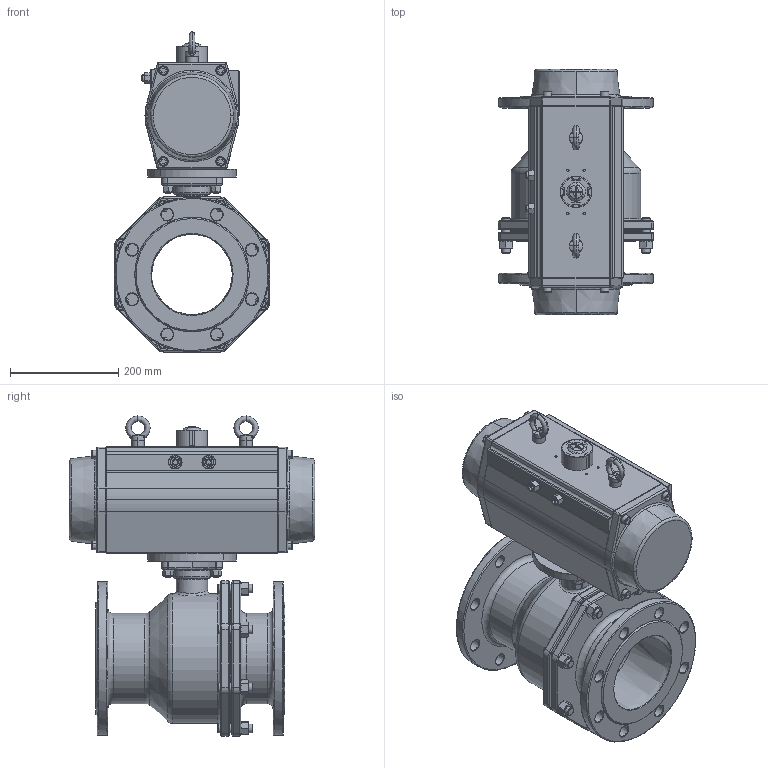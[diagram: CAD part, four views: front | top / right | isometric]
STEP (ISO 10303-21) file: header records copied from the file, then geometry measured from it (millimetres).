
FILE_DESCRIPTION(('HOOPS Exchange Step'),'2;1');
FILE_NAME('PK0501_DN150.stp','2025-04-11T14:02:35+02:00',('nieru'),('Unknown organisation'),'HOOPS Exchange 2024.2','HOOPS Exchange','Unknown authorisation');
FILE_SCHEMA( ('AP203_CONFIGURATION_CONTROLLED_3D_DESIGN_OF_MECHANICAL_PARTS_AND_ASSEMBLIES_MIM_LF') );
Length unit declared in the file: millimetre
Products named in the file (9): 0; root
Assembly tree (8 placements, depth 4):
  root
    0
      0
        0
        0
        0
        0
      0
      0
Bounding box: 287 x 454 x 592.3 mm (x, y, z)
Volume: 14708555.9 mm3; surface area: 1608175.3 mm2
Topology: 59 solids, 59 shells, 1549 faces, 3843 edges, 2447 vertices
Faces by surface type: plane 551, cylinder 443, bspline 190, cone 176, torus 129, sphere 60
Full cylindrical faces by diameter (mm): 10.2 x4, 11.2 x4, 14 x3, 22 x16, 32 x3, 58 x1, 68 x1, 76 x1, 167 x1, 168 x1, 212 x2, 240 x1, 260 x2, 285 x2
Entity records: 93002 total; most frequent: CARTESIAN_POINT 57545, ORIENTED_EDGE 7628, DIRECTION 6844, EDGE_CURVE 3814, AXIS2_PLACEMENT_3D 2710, VERTEX_POINT 2438, EDGE_LOOP 1770, FACE_BOUND 1770
